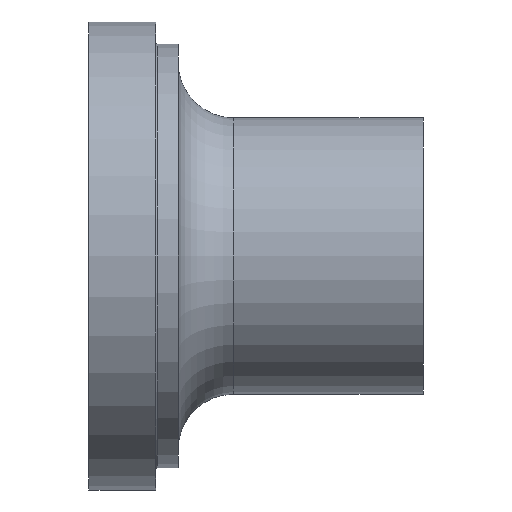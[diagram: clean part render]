
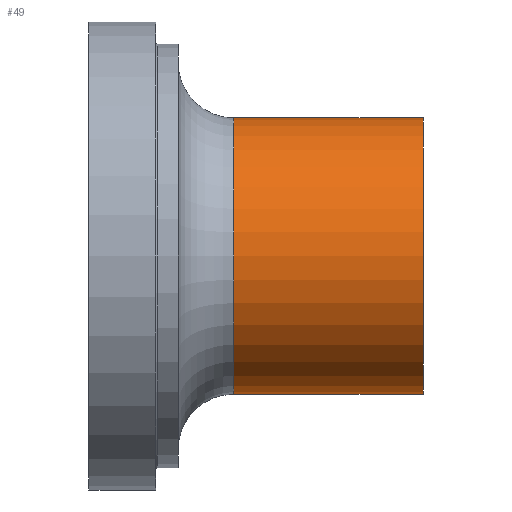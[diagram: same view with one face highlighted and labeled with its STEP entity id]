
A CAD part, front view. The second image highlights one B-rep face of the part: STEP entity #49.
In plain terms, the highlighted cylindrical face has radius 6.2 mm (diameter 12.4 mm), a full revolution.
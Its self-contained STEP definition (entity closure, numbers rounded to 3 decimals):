
#49 = ADVANCED_FACE( '', ( #104, #105 ), #106, .T. );
#104 = FACE_OUTER_BOUND( '', #163, .T. );
#105 = FACE_OUTER_BOUND( '', #164, .T. );
#106 = CYLINDRICAL_SURFACE( '', #165, 6.2 );
#163 = EDGE_LOOP( '', ( #228 ) );
#164 = EDGE_LOOP( '', ( #229 ) );
#165 = AXIS2_PLACEMENT_3D( '', #230, #231, #232 );
#228 = ORIENTED_EDGE( '', *, *, #285, .F. );
#229 = ORIENTED_EDGE( '', *, *, #286, .T. );
#230 = CARTESIAN_POINT( '', ( -60., 0., 0. ) );
#231 = DIRECTION( '', ( 1., 0., 0. ) );
#232 = DIRECTION( '', ( 0., 0., 1. ) );
#285 = EDGE_CURVE( '', #320, #320, #321, .T. );
#286 = EDGE_CURVE( '', #322, #322, #323, .T. );
#320 = VERTEX_POINT( '', #359 );
#321 = CIRCLE( '', #360, 6.2 );
#322 = VERTEX_POINT( '', #361 );
#323 = CIRCLE( '', #362, 6.2 );
#359 = CARTESIAN_POINT( '', ( 6.5, 0., 6.2 ) );
#360 = AXIS2_PLACEMENT_3D( '', #400, #401, #402 );
#361 = CARTESIAN_POINT( '', ( 15., 0., 6.2 ) );
#362 = AXIS2_PLACEMENT_3D( '', #403, #404, #405 );
#400 = CARTESIAN_POINT( '', ( 6.5, 0., 0. ) );
#401 = DIRECTION( '', ( -1., 0., 0. ) );
#402 = DIRECTION( '', ( 0., 0., 1. ) );
#403 = CARTESIAN_POINT( '', ( 15., 0., 0. ) );
#404 = DIRECTION( '', ( -1., 0., 0. ) );
#405 = DIRECTION( '', ( 0., 0., 1. ) );
